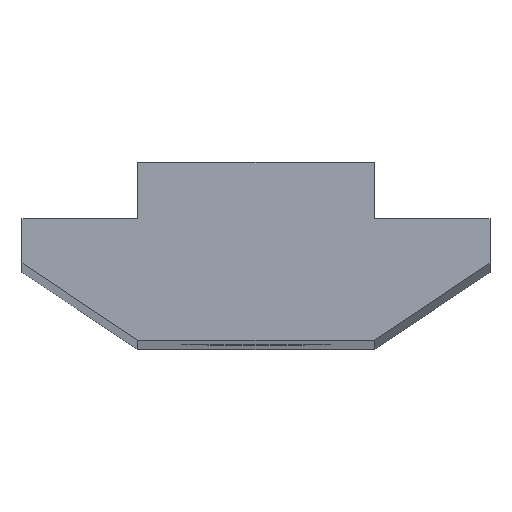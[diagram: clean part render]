
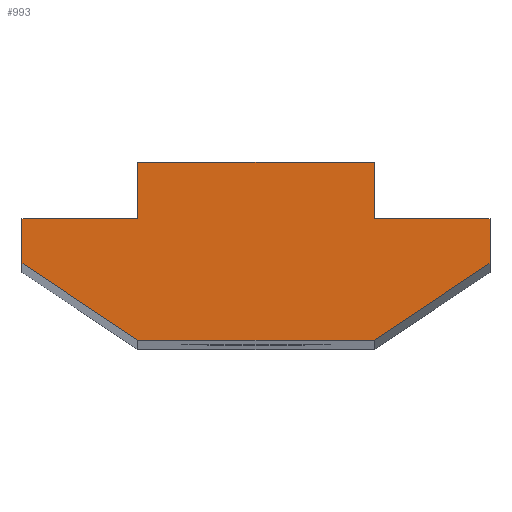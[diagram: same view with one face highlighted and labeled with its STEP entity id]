
A CAD part, top view. The second image highlights one B-rep face of the part: STEP entity #993.
In plain terms, the highlighted planar face has unit normal (0, 0, 1).
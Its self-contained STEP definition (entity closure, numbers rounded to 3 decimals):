
#3 = VERTEX_POINT ( 'NONE', #947 ) ;
#15 = LINE ( 'NONE', #358, #411 ) ;
#16 = VECTOR ( 'NONE', #412, 1000. ) ;
#37 = ORIENTED_EDGE ( 'NONE', *, *, #362, .T. ) ;
#41 = VERTEX_POINT ( 'NONE', #58 ) ;
#44 = EDGE_CURVE ( 'NONE', #3, #41, #1107, .T. ) ;
#46 = ORIENTED_EDGE ( 'NONE', *, *, #1077, .T. ) ;
#56 = PLANE ( 'NONE',  #154 ) ;
#58 = CARTESIAN_POINT ( 'NONE',  ( 7.9, -1.9, 90. ) ) ;
#88 = LINE ( 'NONE', #438, #1069 ) ;
#111 = DIRECTION ( 'NONE',  ( 0.832, -0.555, 0. ) ) ;
#121 = VERTEX_POINT ( 'NONE', #426 ) ;
#130 = EDGE_LOOP ( 'NONE', ( #1079, #37, #1058, #811, #1092, #158, #909, #966, #131, #46 ) ) ;
#131 = ORIENTED_EDGE ( 'NONE', *, *, #730, .T. ) ;
#142 = DIRECTION ( 'NONE',  ( 0.832, 0.555, 0. ) ) ;
#143 = VECTOR ( 'NONE', #323, 1000. ) ;
#154 = AXIS2_PLACEMENT_3D ( 'NONE', #400, #759, #499 ) ;
#158 = ORIENTED_EDGE ( 'NONE', *, *, #640, .T. ) ;
#173 = EDGE_CURVE ( 'NONE', #41, #790, #425, .T. ) ;
#218 = VERTEX_POINT ( 'NONE', #946 ) ;
#232 = DIRECTION ( 'NONE',  ( 0., 1., 0. ) ) ;
#236 = CARTESIAN_POINT ( 'NONE',  ( 4., 0., 90. ) ) ;
#253 = LINE ( 'NONE', #539, #283 ) ;
#270 = DIRECTION ( 'NONE',  ( -1., 0., 0. ) ) ;
#271 = VERTEX_POINT ( 'NONE', #281 ) ;
#281 = CARTESIAN_POINT ( 'NONE',  ( 4., -6., 90. ) ) ;
#283 = VECTOR ( 'NONE', #799, 1000. ) ;
#323 = DIRECTION ( 'NONE',  ( -1., 0., 0. ) ) ;
#336 = VECTOR ( 'NONE', #232, 1000. ) ;
#358 = CARTESIAN_POINT ( 'NONE',  ( -7.9, -3.4, 90. ) ) ;
#362 = EDGE_CURVE ( 'NONE', #741, #848, #962, .T. ) ;
#368 = VERTEX_POINT ( 'NONE', #1062 ) ;
#400 = CARTESIAN_POINT ( 'NONE',  ( 0., 0., 90. ) ) ;
#411 = VECTOR ( 'NONE', #111, 1000. ) ;
#412 = DIRECTION ( 'NONE',  ( 1., 0., 0. ) ) ;
#414 = LINE ( 'NONE', #929, #819 ) ;
#425 = LINE ( 'NONE', #963, #428 ) ;
#426 = CARTESIAN_POINT ( 'NONE',  ( -4., 0., 90. ) ) ;
#428 = VECTOR ( 'NONE', #1112, 1000. ) ;
#438 = CARTESIAN_POINT ( 'NONE',  ( -7.9, -1.9, 90. ) ) ;
#495 = LINE ( 'NONE', #595, #16 ) ;
#499 = DIRECTION ( 'NONE',  ( -1., 0., 0. ) ) ;
#505 = CARTESIAN_POINT ( 'NONE',  ( -4., 0., 90. ) ) ;
#539 = CARTESIAN_POINT ( 'NONE',  ( 4., 0., 90. ) ) ;
#595 = CARTESIAN_POINT ( 'NONE',  ( -4., -6., 90. ) ) ;
#633 = VERTEX_POINT ( 'NONE', #236 ) ;
#640 = EDGE_CURVE ( 'NONE', #271, #3, #414, .T. ) ;
#651 = CARTESIAN_POINT ( 'NONE',  ( -7.9, -1.9, 90. ) ) ;
#653 = EDGE_CURVE ( 'NONE', #121, #741, #672, .T. ) ;
#662 = CARTESIAN_POINT ( 'NONE',  ( 4., 0., 90. ) ) ;
#672 = LINE ( 'NONE', #505, #778 ) ;
#676 = DIRECTION ( 'NONE',  ( 0., -1., 0. ) ) ;
#711 = CARTESIAN_POINT ( 'NONE',  ( -4., -1.9, 90. ) ) ;
#730 = EDGE_CURVE ( 'NONE', #790, #633, #253, .T. ) ;
#741 = VERTEX_POINT ( 'NONE', #711 ) ;
#759 = DIRECTION ( 'NONE',  ( 0., 0., -1. ) ) ;
#766 = LINE ( 'NONE', #662, #143 ) ;
#771 = EDGE_CURVE ( 'NONE', #848, #218, #88, .T. ) ;
#778 = VECTOR ( 'NONE', #676, 1000. ) ;
#790 = VERTEX_POINT ( 'NONE', #881 ) ;
#799 = DIRECTION ( 'NONE',  ( 0., 1., 0. ) ) ;
#805 = EDGE_CURVE ( 'NONE', #218, #368, #15, .T. ) ;
#811 = ORIENTED_EDGE ( 'NONE', *, *, #805, .T. ) ;
#819 = VECTOR ( 'NONE', #142, 1000. ) ;
#848 = VERTEX_POINT ( 'NONE', #651 ) ;
#881 = CARTESIAN_POINT ( 'NONE',  ( 4., -1.9, 90. ) ) ;
#909 = ORIENTED_EDGE ( 'NONE', *, *, #44, .T. ) ;
#924 = VECTOR ( 'NONE', #270, 1000. ) ;
#929 = CARTESIAN_POINT ( 'NONE',  ( 7.9, -3.4, 90. ) ) ;
#946 = CARTESIAN_POINT ( 'NONE',  ( -7.9, -3.4, 90. ) ) ;
#947 = CARTESIAN_POINT ( 'NONE',  ( 7.9, -3.4, 90. ) ) ;
#962 = LINE ( 'NONE', #1124, #924 ) ;
#963 = CARTESIAN_POINT ( 'NONE',  ( 4., -1.9, 90. ) ) ;
#966 = ORIENTED_EDGE ( 'NONE', *, *, #173, .T. ) ;
#993 = ADVANCED_FACE ( 'NONE', ( #1095 ), #56, .F. ) ;
#1017 = CARTESIAN_POINT ( 'NONE',  ( 7.9, -1.9, 90. ) ) ;
#1034 = DIRECTION ( 'NONE',  ( 0., -1., 0. ) ) ;
#1058 = ORIENTED_EDGE ( 'NONE', *, *, #771, .T. ) ;
#1062 = CARTESIAN_POINT ( 'NONE',  ( -4., -6., 90. ) ) ;
#1069 = VECTOR ( 'NONE', #1034, 1000. ) ;
#1070 = EDGE_CURVE ( 'NONE', #368, #271, #495, .T. ) ;
#1077 = EDGE_CURVE ( 'NONE', #633, #121, #766, .T. ) ;
#1079 = ORIENTED_EDGE ( 'NONE', *, *, #653, .T. ) ;
#1092 = ORIENTED_EDGE ( 'NONE', *, *, #1070, .T. ) ;
#1095 = FACE_OUTER_BOUND ( 'NONE', #130, .T. ) ;
#1107 = LINE ( 'NONE', #1017, #336 ) ;
#1112 = DIRECTION ( 'NONE',  ( -1., 0., 0. ) ) ;
#1124 = CARTESIAN_POINT ( 'NONE',  ( -4., -1.9, 90. ) ) ;
